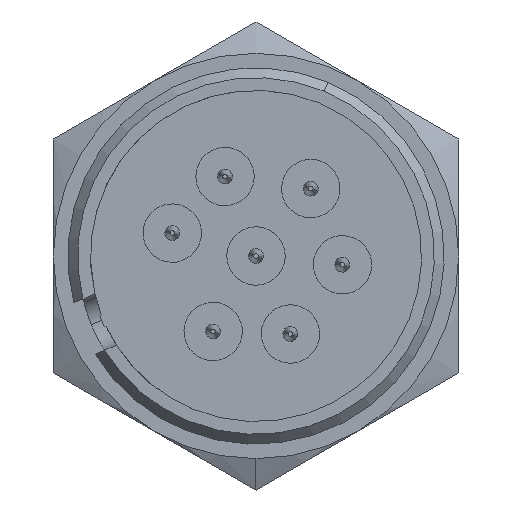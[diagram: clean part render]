
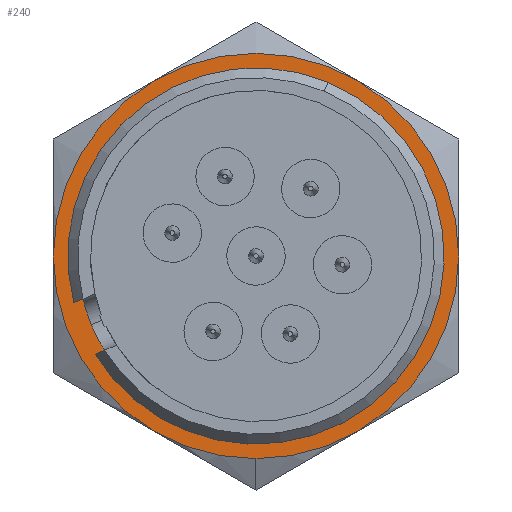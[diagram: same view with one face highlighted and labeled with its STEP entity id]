
A CAD part, left-side view. The second image highlights one B-rep face of the part: STEP entity #240.
In plain terms, the highlighted planar face has unit normal (-1, 0, 0).
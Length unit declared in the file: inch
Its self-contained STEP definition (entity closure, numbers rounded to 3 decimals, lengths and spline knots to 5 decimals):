
#11 = DIRECTION ( 'NONE',  ( 0., 0., -1. ) ) ;
#12 = DIRECTION ( 'NONE',  ( -1., 0., 0. ) ) ;
#13 = CARTESIAN_POINT ( 'NONE',  ( 0.10083, 0., 0. ) ) ;
#31 = DIRECTION ( 'NONE',  ( 0., 1., 0. ) ) ;
#32 = DIRECTION ( 'NONE',  ( 1., 0., 0. ) ) ;
#34 = CARTESIAN_POINT ( 'NONE',  ( 0.10083, 0., 0. ) ) ;
#38 = DIRECTION ( 'NONE',  ( -1., 0., 0. ) ) ;
#39 = DIRECTION ( 'NONE',  ( 0., 0., -1. ) ) ;
#45 = CARTESIAN_POINT ( 'NONE',  ( 0.10083, 0., 0. ) ) ;
#240 = ADVANCED_FACE ( 'NONE', ( #5467, #5455 ), #2686, .F. ) ;
#683 = CIRCLE ( 'NONE', #868, 0.4375 ) ;
#690 = CIRCLE ( 'NONE', #877, 0.375 ) ;
#730 = CIRCLE ( 'NONE', #905, 0.4375 ) ;
#740 = CIRCLE ( 'NONE', #914, 0.4375 ) ;
#868 = AXIS2_PLACEMENT_3D ( 'NONE', #13, #12, #11 ) ;
#877 = AXIS2_PLACEMENT_3D ( 'NONE', #34, #32, #31 ) ;
#903 = AXIS2_PLACEMENT_3D ( 'NONE', #8551, #8550, #8549 ) ;
#905 = AXIS2_PLACEMENT_3D ( 'NONE', #45, #38, #39 ) ;
#914 = AXIS2_PLACEMENT_3D ( 'NONE', #8678, #8687, #8673 ) ;
#1066 = AXIS2_PLACEMENT_3D ( 'NONE', #1331, #1330, #1329 ) ;
#1122 = AXIS2_PLACEMENT_3D ( 'NONE', #1473, #1391, #1430 ) ;
#1132 = AXIS2_PLACEMENT_3D ( 'NONE', #1641, #1637, #1638 ) ;
#1159 = AXIS2_PLACEMENT_3D ( 'NONE', #7916, #7911, #7910 ) ;
#1329 = DIRECTION ( 'NONE',  ( 0., 0., -1. ) ) ;
#1330 = DIRECTION ( 'NONE',  ( -1., 0., 0. ) ) ;
#1331 = CARTESIAN_POINT ( 'NONE',  ( 0.10083, 0., 0. ) ) ;
#1391 = DIRECTION ( 'NONE',  ( 1., 0., 0. ) ) ;
#1430 = DIRECTION ( 'NONE',  ( 0., 1., 0. ) ) ;
#1473 = CARTESIAN_POINT ( 'NONE',  ( 0.10083, 0., 0. ) ) ;
#1502 = CIRCLE ( 'NONE', #903, 0.4375 ) ;
#1637 = DIRECTION ( 'NONE',  ( -1., 0., 0. ) ) ;
#1638 = DIRECTION ( 'NONE',  ( 0., 0., -1. ) ) ;
#1641 = CARTESIAN_POINT ( 'NONE',  ( 0.10083, 0., 0. ) ) ;
#1680 = CARTESIAN_POINT ( 'NONE',  ( 0.10083, -0.21875, -0.37889 ) ) ;
#1794 = CARTESIAN_POINT ( 'NONE',  ( 0.10083, 0.4375, 0. ) ) ;
#1808 = CARTESIAN_POINT ( 'NONE',  ( 0.10083, 0.21875, -0.37889 ) ) ;
#1821 = CARTESIAN_POINT ( 'NONE',  ( 0.10083, 0.21875, 0.37889 ) ) ;
#1836 = CARTESIAN_POINT ( 'NONE',  ( 0.10083, -0.21875, 0.37889 ) ) ;
#1859 = CARTESIAN_POINT ( 'NONE',  ( 0.10083, -0.4375, 0. ) ) ;
#1875 = CARTESIAN_POINT ( 'NONE',  ( 0.10083, -0.375, 0. ) ) ;
#2682 = DIRECTION ( 'NONE',  ( 0., 1., 0. ) ) ;
#2683 = DIRECTION ( 'NONE',  ( 1., 0., 0. ) ) ;
#2686 = PLANE ( 'NONE',  #4596 ) ;
#2696 = CARTESIAN_POINT ( 'NONE',  ( 0.10083, 0.375, 0. ) ) ;
#3781 = ORIENTED_EDGE ( 'NONE', *, *, #4111, .T. ) ;
#3785 = ORIENTED_EDGE ( 'NONE', *, *, #4888, .T. ) ;
#3788 = ORIENTED_EDGE ( 'NONE', *, *, #4848, .T. ) ;
#3789 = ORIENTED_EDGE ( 'NONE', *, *, #4856, .T. ) ;
#3790 = ORIENTED_EDGE ( 'NONE', *, *, #4893, .T. ) ;
#3800 = ORIENTED_EDGE ( 'NONE', *, *, #4044, .T. ) ;
#3801 = ORIENTED_EDGE ( 'NONE', *, *, #4678, .T. ) ;
#3802 = ORIENTED_EDGE ( 'NONE', *, *, #4197, .T. ) ;
#3803 = ORIENTED_EDGE ( 'NONE', *, *, #4096, .T. ) ;
#4044 = EDGE_CURVE ( 'NONE', #6023, #7419, #5084, .T. ) ;
#4096 = EDGE_CURVE ( 'NONE', #7392, #7469, #5014, .T. ) ;
#4111 = EDGE_CURVE ( 'NONE', #7250, #7321, #4994, .T. ) ;
#4197 = EDGE_CURVE ( 'NONE', #7469, #7311, #6257, .T. ) ;
#4596 = AXIS2_PLACEMENT_3D ( 'NONE', #2696, #2683, #2682 ) ;
#4678 = EDGE_CURVE ( 'NONE', #7311, #6023, #1502, .T. ) ;
#4848 = EDGE_CURVE ( 'NONE', #7419, #7499, #740, .T. ) ;
#4856 = EDGE_CURVE ( 'NONE', #7499, #7412, #730, .T. ) ;
#4888 = EDGE_CURVE ( 'NONE', #7321, #7250, #690, .T. ) ;
#4893 = EDGE_CURVE ( 'NONE', #7412, #7392, #683, .T. ) ;
#4994 = CIRCLE ( 'NONE', #1122, 0.375 ) ;
#5014 = CIRCLE ( 'NONE', #1132, 0.4375 ) ;
#5084 = CIRCLE ( 'NONE', #1159, 0.4375 ) ;
#5455 = FACE_OUTER_BOUND ( 'NONE', #7627, .T. ) ;
#5467 = FACE_BOUND ( 'NONE', #7626, .T. ) ;
#5808 = CARTESIAN_POINT ( 'NONE',  ( 0.10083, 0.375, 0. ) ) ;
#5833 = CARTESIAN_POINT ( 'NONE',  ( 0.10083, 0., -0.4375 ) ) ;
#6023 = VERTEX_POINT ( 'NONE', #1680 ) ;
#6257 = CIRCLE ( 'NONE', #1066, 0.4375 ) ;
#7250 = VERTEX_POINT ( 'NONE', #1875 ) ;
#7311 = VERTEX_POINT ( 'NONE', #5833 ) ;
#7321 = VERTEX_POINT ( 'NONE', #5808 ) ;
#7392 = VERTEX_POINT ( 'NONE', #1794 ) ;
#7412 = VERTEX_POINT ( 'NONE', #1821 ) ;
#7419 = VERTEX_POINT ( 'NONE', #1859 ) ;
#7469 = VERTEX_POINT ( 'NONE', #1808 ) ;
#7499 = VERTEX_POINT ( 'NONE', #1836 ) ;
#7626 = EDGE_LOOP ( 'NONE', ( #3785, #3781 ) ) ;
#7627 = EDGE_LOOP ( 'NONE', ( #3788, #3789, #3790, #3803, #3802, #3801, #3800 ) ) ;
#7910 = DIRECTION ( 'NONE',  ( 0., 0., -1. ) ) ;
#7911 = DIRECTION ( 'NONE',  ( -1., 0., 0. ) ) ;
#7916 = CARTESIAN_POINT ( 'NONE',  ( 0.10083, 0., 0. ) ) ;
#8549 = DIRECTION ( 'NONE',  ( 0., 0., -1. ) ) ;
#8550 = DIRECTION ( 'NONE',  ( -1., 0., 0. ) ) ;
#8551 = CARTESIAN_POINT ( 'NONE',  ( 0.10083, 0., 0. ) ) ;
#8673 = DIRECTION ( 'NONE',  ( 0., 0., -1. ) ) ;
#8678 = CARTESIAN_POINT ( 'NONE',  ( 0.10083, 0., 0. ) ) ;
#8687 = DIRECTION ( 'NONE',  ( -1., 0., 0. ) ) ;
